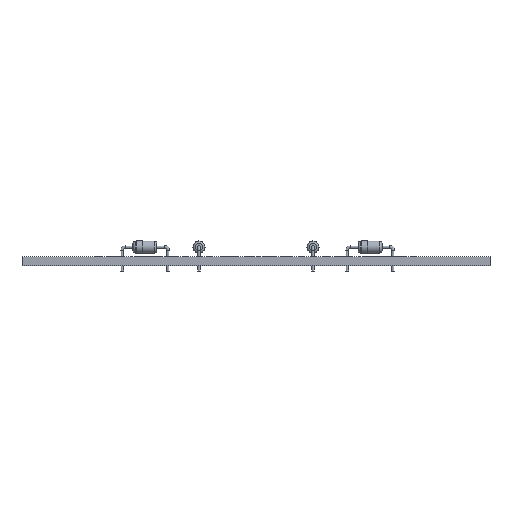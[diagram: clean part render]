
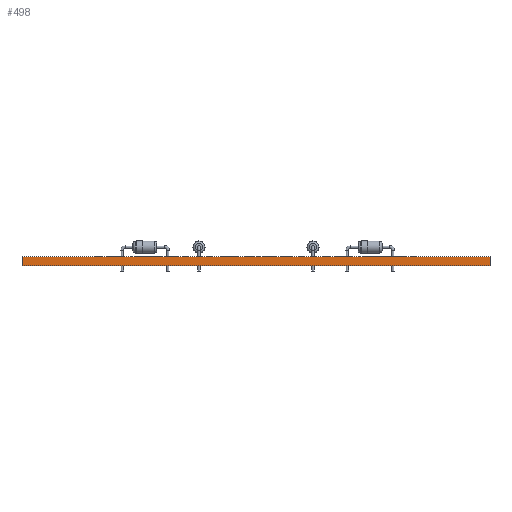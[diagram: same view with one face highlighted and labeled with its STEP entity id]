
A CAD part, front view. The second image highlights one B-rep face of the part: STEP entity #498.
In plain terms, the highlighted planar face has unit normal (0, -1, 0).
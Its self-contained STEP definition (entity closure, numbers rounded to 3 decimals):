
#498 = ADVANCED_FACE('',(#499),#533,.T.);
#499 = FACE_BOUND('',#500,.T.);
#500 = EDGE_LOOP('',(#501,#511,#519,#527));
#501 = ORIENTED_EDGE('',*,*,#502,.T.);
#502 = EDGE_CURVE('',#503,#505,#507,.T.);
#503 = VERTEX_POINT('',#504);
#504 = CARTESIAN_POINT('',(182.,-134.5,0.));
#505 = VERTEX_POINT('',#506);
#506 = CARTESIAN_POINT('',(182.,-134.5,1.51));
#507 = LINE('',#508,#509);
#508 = CARTESIAN_POINT('',(182.,-134.5,0.));
#509 = VECTOR('',#510,1.);
#510 = DIRECTION('',(0.,0.,1.));
#511 = ORIENTED_EDGE('',*,*,#512,.T.);
#512 = EDGE_CURVE('',#505,#513,#515,.T.);
#513 = VERTEX_POINT('',#514);
#514 = CARTESIAN_POINT('',(104.,-134.5,1.51));
#515 = LINE('',#516,#517);
#516 = CARTESIAN_POINT('',(182.,-134.5,1.51));
#517 = VECTOR('',#518,1.);
#518 = DIRECTION('',(-1.,0.,0.));
#519 = ORIENTED_EDGE('',*,*,#520,.F.);
#520 = EDGE_CURVE('',#521,#513,#523,.T.);
#521 = VERTEX_POINT('',#522);
#522 = CARTESIAN_POINT('',(104.,-134.5,0.));
#523 = LINE('',#524,#525);
#524 = CARTESIAN_POINT('',(104.,-134.5,0.));
#525 = VECTOR('',#526,1.);
#526 = DIRECTION('',(0.,0.,1.));
#527 = ORIENTED_EDGE('',*,*,#528,.F.);
#528 = EDGE_CURVE('',#503,#521,#529,.T.);
#529 = LINE('',#530,#531);
#530 = CARTESIAN_POINT('',(182.,-134.5,0.));
#531 = VECTOR('',#532,1.);
#532 = DIRECTION('',(-1.,0.,0.));
#533 = PLANE('',#534);
#534 = AXIS2_PLACEMENT_3D('',#535,#536,#537);
#535 = CARTESIAN_POINT('',(182.,-134.5,0.));
#536 = DIRECTION('',(0.,-1.,0.));
#537 = DIRECTION('',(-1.,0.,0.));
